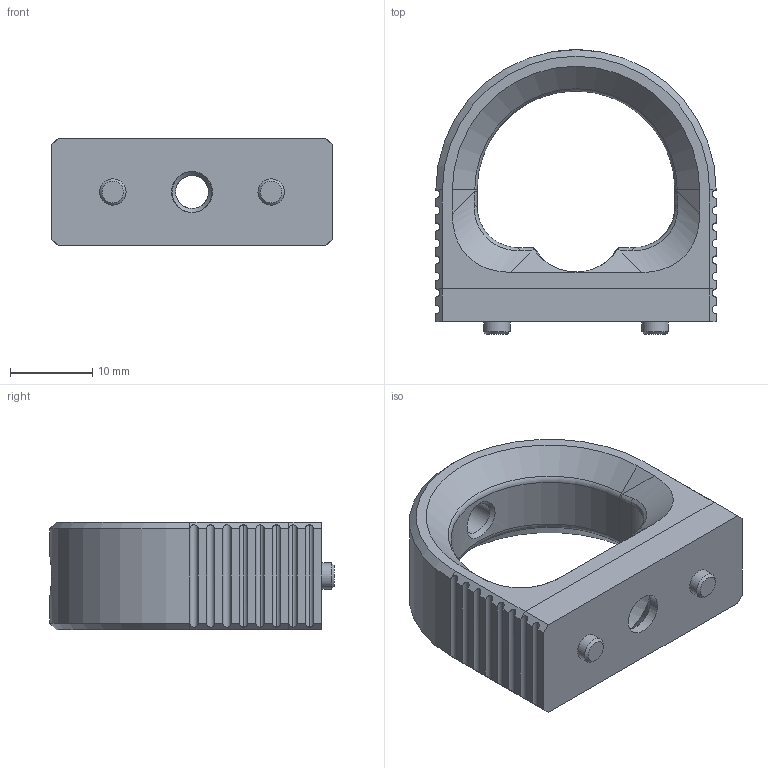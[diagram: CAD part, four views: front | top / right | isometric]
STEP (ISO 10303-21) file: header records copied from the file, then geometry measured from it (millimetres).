
FILE_DESCRIPTION(('HOOPS Exchange Step'),'2;1');
FILE_NAME('temp_export','2023-01-09T11:39:58+09:00',('mobile'),('Shapr3D Limited'),'HOOPS Exchange 2022.1','Shapr3D','Authorized');
FILE_SCHEMA( ('AUTOMOTIVE_DESIGN { 1 0 10303 214 1 1 1 1 }') );
Length unit declared in the file: millimetre
Products named in the file (1): root
Bounding box: 34 x 34.5 x 13 mm (x, y, z)
Volume: 6455.5 mm3; surface area: 4353.2 mm2
Topology: 2 solids, 2 shells, 115 faces, 308 edges, 198 vertices
Faces by surface type: plane 43, cylinder 41, bspline 20, cone 9, torus 2
Full cylindrical faces by diameter (mm): 3.2 x2, 4 x1, 5 x1, 11.2 x1
Entity records: 5993 total; most frequent: CARTESIAN_POINT 3129, ORIENTED_EDGE 616, DIRECTION 568, EDGE_CURVE 308, AXIS2_PLACEMENT_3D 211, VERTEX_POINT 198, VECTOR 146, LINE 146
